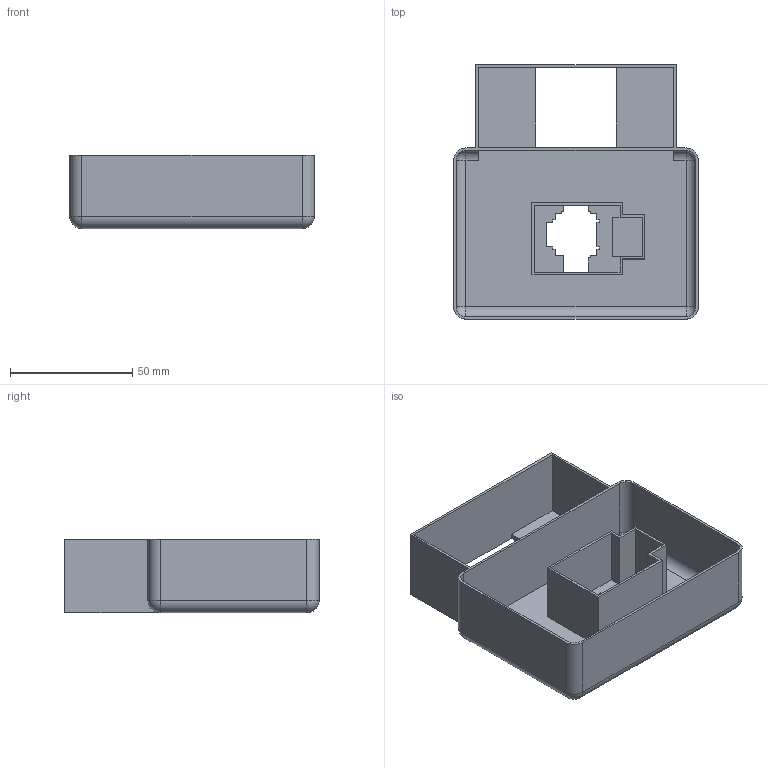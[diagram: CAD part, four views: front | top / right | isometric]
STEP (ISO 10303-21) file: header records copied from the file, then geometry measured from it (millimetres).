
FILE_DESCRIPTION(/* description */ (''),/* implementation_level */ '2;1');
FILE_NAME(/* name */ 'Cover.step',/* time_stamp */ '2025-09-19T12:02:52+02:00',/* author */ (''),/* organization */ (''),/* preprocessor_version */ 'ST-DEVELOPER v20.1',/* originating_system */ 'Autodesk Translation Framework v14.17.0.0',/* authorisation */ '');
FILE_SCHEMA (('AUTOMOTIVE_DESIGN { 1 0 10303 214 3 1 1 }'));
Length unit declared in the file: millimetre
Products named in the file (1): 2025-09-19-09-56-37-404
Bounding box: 100 x 104 x 30 mm (x, y, z)
Volume: 28514.8 mm3; surface area: 53230.2 mm2
Topology: 1 solids, 1 shells, 139 faces, 384 edges, 248 vertices
Faces by surface type: plane 113, cylinder 18, sphere 8
Entity records: 4387 total; most frequent: CARTESIAN_POINT 772, ORIENTED_EDGE 768, DIRECTION 700, EDGE_CURVE 384, LINE 348, VECTOR 348, VERTEX_POINT 248, AXIS2_PLACEMENT_3D 176
